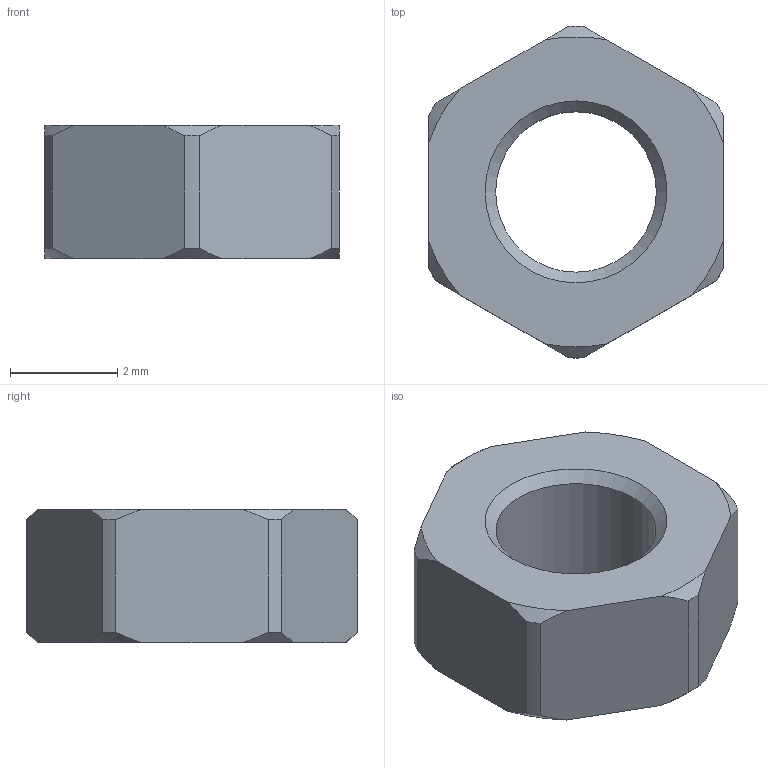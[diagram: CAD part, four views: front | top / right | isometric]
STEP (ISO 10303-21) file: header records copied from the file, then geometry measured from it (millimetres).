
FILE_DESCRIPTION(('FreeCAD Model'),'2;1');
FILE_NAME('Ecrou-M3.step','2015-08-22T10:27:12',('Author'),(''), 'Open CASCADE STEP processor 6.8','FreeCAD','Unknown');
FILE_SCHEMA(('AUTOMOTIVE_DESIGN_CC2 { 1 2 10303 214 -1 1 5 4 }'));
Length unit declared in the file: millimetre
Products named in the file (1): Pocket
Bounding box: 5.5 x 6.2 x 2.5 mm (x, y, z)
Volume: 47.1 mm3; surface area: 105.5 mm2
Topology: 1 solids, 1 shells, 29 faces, 79 edges, 52 vertices
Faces by surface type: cone 14, plane 8, cylinder 7
Full cylindrical faces by diameter (mm): 3 x1
Entity records: 2097 total; most frequent: CARTESIAN_POINT 583, DIRECTION 277, ORIENTED_EDGE 158, PCURVE 158, DEFINITIONAL_REPRESENTATION 158, LINE 99, VECTOR 99, AXIS2_PLACEMENT_3D 82
